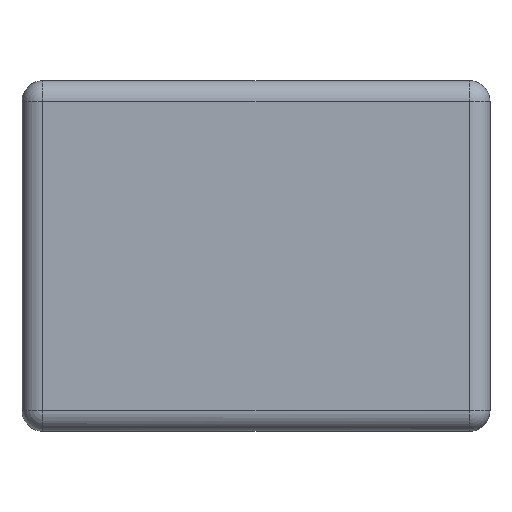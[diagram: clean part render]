
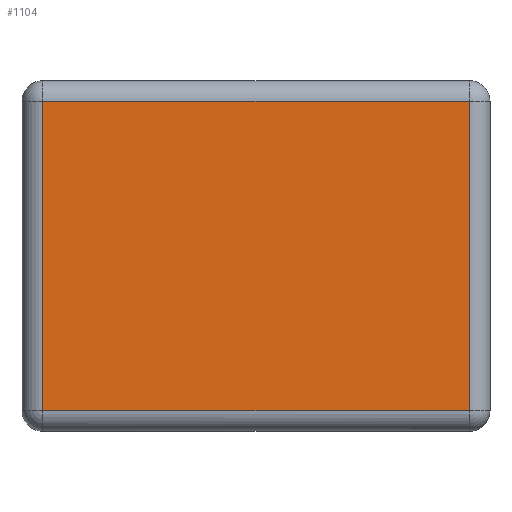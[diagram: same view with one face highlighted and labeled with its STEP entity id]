
A CAD part, front view. The second image highlights one B-rep face of the part: STEP entity #1104.
In plain terms, the highlighted planar face has unit normal (0, -1, 0).
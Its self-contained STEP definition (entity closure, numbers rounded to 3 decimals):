
#302 = DIRECTION ( 'NONE',  ( 0., 0., -1. ) ) ;
#386 = CARTESIAN_POINT ( 'NONE',  ( -20.5, 0., 14.861 ) ) ;
#577 = CARTESIAN_POINT ( 'NONE',  ( -20.5, 0., -18. ) ) ;
#655 = LINE ( 'NONE', #3195, #901 ) ;
#705 = EDGE_CURVE ( 'NONE', #1035, #2846, #655, .T. ) ;
#800 = CARTESIAN_POINT ( 'NONE',  ( 22.5, 0., -14.861 ) ) ;
#901 = VECTOR ( 'NONE', #1936, 1000. ) ;
#920 = VECTOR ( 'NONE', #302, 1000. ) ;
#1035 = VERTEX_POINT ( 'NONE', #3110 ) ;
#1093 = DIRECTION ( 'NONE',  ( 0., 1., 0. ) ) ;
#1104 = ADVANCED_FACE ( 'NONE', ( #2999 ), #2866, .F. ) ;
#1264 = LINE ( 'NONE', #800, #3059 ) ;
#1310 = EDGE_CURVE ( 'NONE', #2846, #1875, #2537, .T. ) ;
#1373 = EDGE_CURVE ( 'NONE', #1875, #2604, #1264, .T. ) ;
#1601 = EDGE_LOOP ( 'NONE', ( #2987, #2887, #2344, #3074 ) ) ;
#1875 = VERTEX_POINT ( 'NONE', #2809 ) ;
#1936 = DIRECTION ( 'NONE',  ( -1., 0., 0. ) ) ;
#1944 = CARTESIAN_POINT ( 'NONE',  ( 20.5, 0., 18. ) ) ;
#2107 = DIRECTION ( 'NONE',  ( 0., 0., 1. ) ) ;
#2344 = ORIENTED_EDGE ( 'NONE', *, *, #1373, .T. ) ;
#2356 = CARTESIAN_POINT ( 'NONE',  ( 22.5, 0., -18. ) ) ;
#2408 = DIRECTION ( 'NONE',  ( 0., 0., 1. ) ) ;
#2420 = VECTOR ( 'NONE', #2408, 1000. ) ;
#2537 = LINE ( 'NONE', #577, #920 ) ;
#2604 = VERTEX_POINT ( 'NONE', #2786 ) ;
#2650 = DIRECTION ( 'NONE',  ( 1., 0., 0. ) ) ;
#2710 = AXIS2_PLACEMENT_3D ( 'NONE', #2356, #1093, #2107 ) ;
#2786 = CARTESIAN_POINT ( 'NONE',  ( 20.5, 0., -14.861 ) ) ;
#2809 = CARTESIAN_POINT ( 'NONE',  ( -20.5, 0., -14.861 ) ) ;
#2846 = VERTEX_POINT ( 'NONE', #386 ) ;
#2866 = PLANE ( 'NONE',  #2710 ) ;
#2887 = ORIENTED_EDGE ( 'NONE', *, *, #1310, .T. ) ;
#2987 = ORIENTED_EDGE ( 'NONE', *, *, #705, .T. ) ;
#2999 = FACE_OUTER_BOUND ( 'NONE', #1601, .T. ) ;
#3056 = EDGE_CURVE ( 'NONE', #2604, #1035, #3102, .T. ) ;
#3059 = VECTOR ( 'NONE', #2650, 1000. ) ;
#3074 = ORIENTED_EDGE ( 'NONE', *, *, #3056, .T. ) ;
#3102 = LINE ( 'NONE', #1944, #2420 ) ;
#3110 = CARTESIAN_POINT ( 'NONE',  ( 20.5, 0., 14.861 ) ) ;
#3195 = CARTESIAN_POINT ( 'NONE',  ( 22.5, 0., 14.861 ) ) ;
